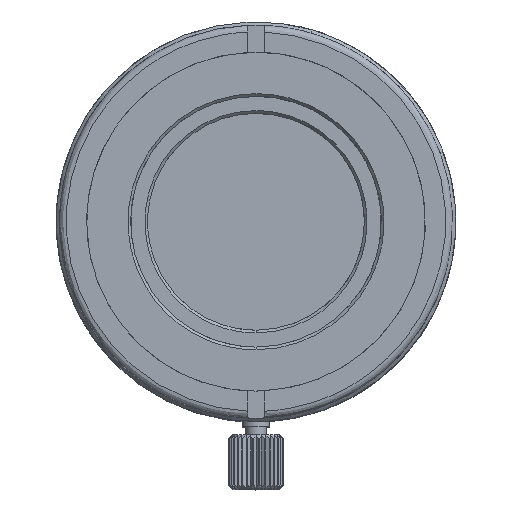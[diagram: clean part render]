
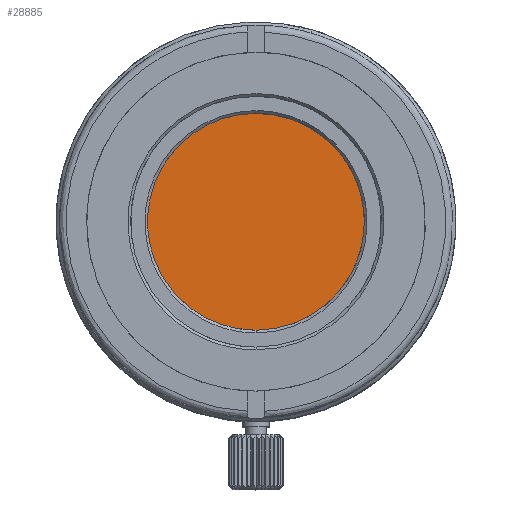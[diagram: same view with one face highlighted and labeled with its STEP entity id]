
A CAD part, top view. The second image highlights one B-rep face of the part: STEP entity #28885.
In plain terms, the highlighted free-form (B-spline) face has degree [1, 1] with [2, 2] control points.
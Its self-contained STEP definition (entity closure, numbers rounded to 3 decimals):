
#1217 = CARTESIAN_POINT ( 'NONE',  ( 16., -8., 29.976 ) ) ;
#2447 =( BOUNDED_CURVE ( )  B_SPLINE_CURVE ( 3, ( #29054, #3496, #35923, #25403, #25618, #6716, #41717 ),
 .UNSPECIFIED., .F., .T. ) 
 B_SPLINE_CURVE_WITH_KNOTS ( ( 4, 3, 4 ),
 ( 0., 0.5, 1. ),
 .UNSPECIFIED. ) 
 CURVE ( )  GEOMETRIC_REPRESENTATION_ITEM ( )  RATIONAL_B_SPLINE_CURVE ( ( 1., 0.805, 0.805, 1., 0.805, 0.805, 1. ) ) 
 REPRESENTATION_ITEM ( '' )  );
#3496 = CARTESIAN_POINT ( 'NONE',  ( -4.686, -8., 29.976 ) ) ;
#6337 =( BOUNDED_CURVE ( )  B_SPLINE_CURVE ( 3, ( #17724, #34696, #1217, #14300 ),
 .UNSPECIFIED., .F., .F. ) 
 B_SPLINE_CURVE_WITH_KNOTS ( ( 4, 4 ),
 ( 0., 1. ),
 .UNSPECIFIED. ) 
 CURVE ( )  GEOMETRIC_REPRESENTATION_ITEM ( )  RATIONAL_B_SPLINE_CURVE ( ( 1., 0.333, 0.333, 1. ) ) 
 REPRESENTATION_ITEM ( '' )  );
#6716 = CARTESIAN_POINT ( 'NONE',  ( -4.686, 8., 29.976 ) ) ;
#9758 = ORIENTED_EDGE ( 'NONE', *, *, #13985, .F. ) ;
#10010 = EDGE_CURVE ( 'NONE', #26476, #42229, #2447, .T. ) ;
#11703 = B_SPLINE_SURFACE_WITH_KNOTS ( 'NONE', 1, 1, ( 
 ( #34305, #12147 ),
 ( #18371, #31894 ) ),
 .UNSPECIFIED., .F., .F., .F.,
 ( 2, 2 ),
 ( 2, 2 ),
 ( 0., 1. ),
 ( 0., 1. ),
 .UNSPECIFIED. ) ;
#12147 = CARTESIAN_POINT ( 'NONE',  ( 8.146, 8.096, 29.976 ) ) ;
#12826 = CARTESIAN_POINT ( 'NONE',  ( 0., 8., 29.976 ) ) ;
#13985 = EDGE_CURVE ( 'NONE', #42229, #26476, #6337, .T. ) ;
#14300 = CARTESIAN_POINT ( 'NONE',  ( 0., -8., 29.976 ) ) ;
#17724 = CARTESIAN_POINT ( 'NONE',  ( 0., 8., 29.976 ) ) ;
#18371 = CARTESIAN_POINT ( 'NONE',  ( -8.146, -8.096, 29.976 ) ) ;
#24601 = EDGE_LOOP ( 'NONE', ( #9758, #36190 ) ) ;
#25403 = CARTESIAN_POINT ( 'NONE',  ( -8., 0., 29.976 ) ) ;
#25618 = CARTESIAN_POINT ( 'NONE',  ( -8., 4.686, 29.976 ) ) ;
#26476 = VERTEX_POINT ( 'NONE', #37725 ) ;
#28885 = ADVANCED_FACE ( 'NONE', ( #41353 ), #11703, .F. ) ;
#29054 = CARTESIAN_POINT ( 'NONE',  ( 0., -8., 29.976 ) ) ;
#31894 = CARTESIAN_POINT ( 'NONE',  ( -8.146, 8.096, 29.976 ) ) ;
#34305 = CARTESIAN_POINT ( 'NONE',  ( 8.146, -8.096, 29.976 ) ) ;
#34696 = CARTESIAN_POINT ( 'NONE',  ( 16., 8., 29.976 ) ) ;
#35923 = CARTESIAN_POINT ( 'NONE',  ( -8., -4.686, 29.976 ) ) ;
#36190 = ORIENTED_EDGE ( 'NONE', *, *, #10010, .F. ) ;
#37725 = CARTESIAN_POINT ( 'NONE',  ( 0., -8., 29.976 ) ) ;
#41353 = FACE_OUTER_BOUND ( 'NONE', #24601, .T. ) ;
#41717 = CARTESIAN_POINT ( 'NONE',  ( 0., 8., 29.976 ) ) ;
#42229 = VERTEX_POINT ( 'NONE', #12826 ) ;
